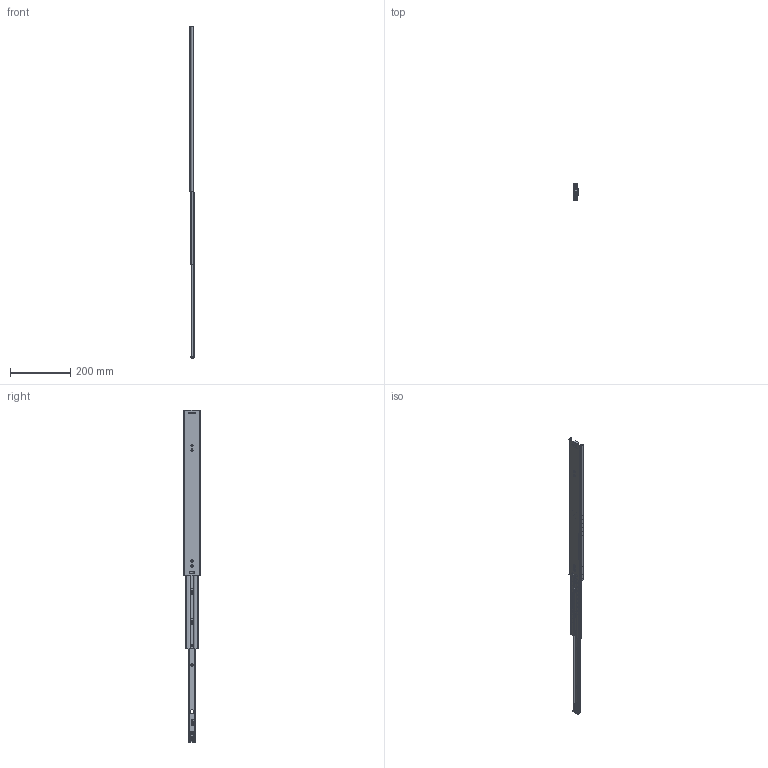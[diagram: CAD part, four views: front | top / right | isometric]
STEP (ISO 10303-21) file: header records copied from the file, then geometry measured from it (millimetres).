
FILE_DESCRIPTION(/* description */ ('Vollauszug Serie 037 "Würth" 550x552'),/* implementation_level */ '2;1');
FILE_NAME(/* name */ '07000062004.stp',/* time_stamp */ '2020-06-19T15:42:04+02:00',/* author */ ('Dennis Bruder'),/* organization */ (''),/* preprocessor_version */ 'ST-DEVELOPER v18',/* originating_system */ 'Autodesk Inventor 2020',/* authorisation */ '');
FILE_SCHEMA (('AUTOMOTIVE_DESIGN { 1 0 10303 214 3 1 1 }'));
Products named in the file (1): 07000062004
Bounding box: 17.35 x 57.39 x 1102 mm (x, y, z)
Volume: 216959.4 mm3; surface area: 285647.8 mm2
Topology: 82 solids, 82 shells, 3766 faces, 11357 edges, 7588 vertices
Faces by surface type: plane 1761, cylinder 923, cone 536, torus 241, bspline 233, sphere 72
Full cylindrical faces by diameter (mm): 1 x8, 3.5 x2, 4.5 x8, 4.6 x7, 5 x4, 5.9 x3, 6 x4, 8 x6, 8.2 x2, 14 x1
Entity records: 146501 total; most frequent: CARTESIAN_POINT 45287, ORIENTED_EDGE 22422, DIRECTION 18198, EDGE_CURVE 11211, VERTEX_POINT 7588, AXIS2_PLACEMENT_3D 6334, LINE 5530, VECTOR 5530
